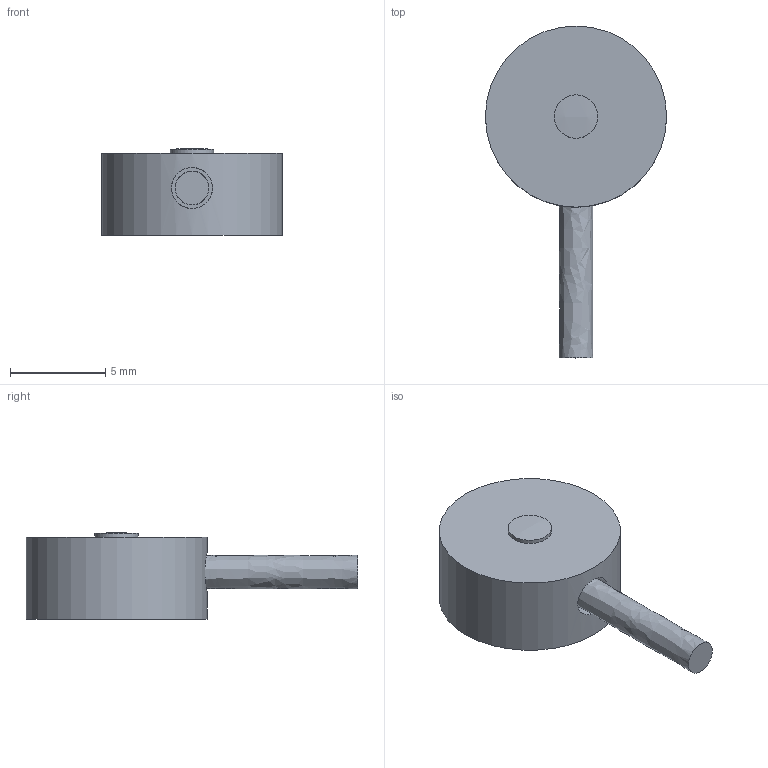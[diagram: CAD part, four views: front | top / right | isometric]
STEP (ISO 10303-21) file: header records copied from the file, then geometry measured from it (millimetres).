
FILE_DESCRIPTION((''),'2;1');
FILE_NAME('LLB200.stp','2010-11-09T11:25:10',('thomasl'),(''),'Autodesk Inventor 2008','Autodesk Inventor 2008','');
FILE_SCHEMA(('AUTOMOTIVE_DESIGN { 1 0 10303 214 1 1 1 1 }'));
Length unit declared in the file: inch
Products named in the file (4): LLB200; ~~PART1 (~1); F999; F999A
Assembly tree (3 placements, depth 3):
  LLB200
    ~~PART1 (~1)
      F999
      F999A
Bounding box: 9.53 x 17.45 x 4.56 mm (x, y, z)
Volume: 277.4 mm3; surface area: 390.8 mm2
Topology: 2 solids, 2 shells, 14 faces, 19 edges, 13 vertices
Faces by surface type: plane 7, cylinder 5, bspline 1, sphere 1
Full cylindrical faces by diameter (mm): 2.159 x1, 2.286 x1, 7.696 x1, 7.874 x1, 9.525 x1
Entity records: 455 total; most frequent: CARTESIAN_POINT 117, DIRECTION 63, AXIS2_PLACEMENT_3D 31, ORIENTED_EDGE 28, EDGE_LOOP 23, EDGE_CURVE 14, FACE_OUTER_BOUND 14, ADVANCED_FACE 14
